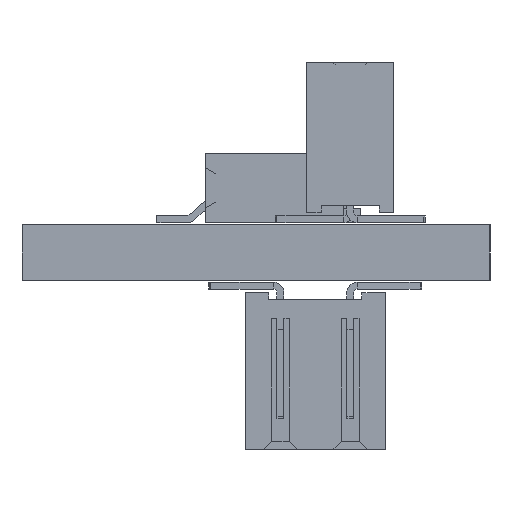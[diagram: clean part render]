
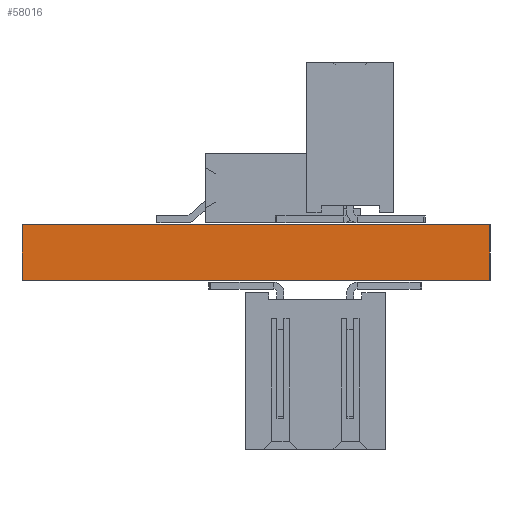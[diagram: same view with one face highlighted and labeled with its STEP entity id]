
A CAD part, left-side view. The second image highlights one B-rep face of the part: STEP entity #58016.
In plain terms, the highlighted planar face has unit normal (-1, 0, 0).
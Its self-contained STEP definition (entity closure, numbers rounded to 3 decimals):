
#55014 = PLANE('',#55015);
#55015 = AXIS2_PLACEMENT_3D('',#55016,#55017,#55018);
#55016 = CARTESIAN_POINT('',(-111.,0.,0.));
#55017 = DIRECTION('',(0.,1.,0.));
#55018 = DIRECTION('',(1.,0.,0.));
#55042 = PLANE('',#55043);
#55043 = AXIS2_PLACEMENT_3D('',#55044,#55045,#55046);
#55044 = CARTESIAN_POINT('',(0.,6.137,1.6));
#55045 = DIRECTION('',(0.,0.,1.));
#55046 = DIRECTION('',(1.,0.,-0.));
#55096 = PLANE('',#55097);
#55097 = AXIS2_PLACEMENT_3D('',#55098,#55099,#55100);
#55098 = CARTESIAN_POINT('',(0.,6.137,0.));
#55099 = DIRECTION('',(0.,0.,1.));
#55100 = DIRECTION('',(1.,0.,-0.));
#55111 = EDGE_CURVE('',#55112,#55114,#55116,.T.);
#55112 = VERTEX_POINT('',#55113);
#55113 = CARTESIAN_POINT('',(-111.,-0.,0.));
#55114 = VERTEX_POINT('',#55115);
#55115 = CARTESIAN_POINT('',(-111.,0.,1.6));
#55116 = SURFACE_CURVE('',#55117,(#55121,#55128),.PCURVE_S1.);
#55117 = LINE('',#55118,#55119);
#55118 = CARTESIAN_POINT('',(-111.,-0.,0.));
#55119 = VECTOR('',#55120,1.);
#55120 = DIRECTION('',(0.,0.,1.));
#55121 = PCURVE('',#55014,#55122);
#55122 = DEFINITIONAL_REPRESENTATION('',(#55123),#55127);
#55123 = LINE('',#55124,#55125);
#55124 = CARTESIAN_POINT('',(0.,0.));
#55125 = VECTOR('',#55126,1.);
#55126 = DIRECTION('',(0.,-1.));
#55127 = ( GEOMETRIC_REPRESENTATION_CONTEXT(2) 
PARAMETRIC_REPRESENTATION_CONTEXT() REPRESENTATION_CONTEXT('2D SPACE',''
  ) );
#55128 = PCURVE('',#55129,#55134);
#55129 = PLANE('',#55130);
#55130 = AXIS2_PLACEMENT_3D('',#55131,#55132,#55133);
#55131 = CARTESIAN_POINT('',(-111.,13.4,0.));
#55132 = DIRECTION('',(1.,0.,-0.));
#55133 = DIRECTION('',(0.,-1.,0.));
#55134 = DEFINITIONAL_REPRESENTATION('',(#55135),#55139);
#55135 = LINE('',#55136,#55137);
#55136 = CARTESIAN_POINT('',(13.4,0.));
#55137 = VECTOR('',#55138,1.);
#55138 = DIRECTION('',(0.,-1.));
#55139 = ( GEOMETRIC_REPRESENTATION_CONTEXT(2) 
PARAMETRIC_REPRESENTATION_CONTEXT() REPRESENTATION_CONTEXT('2D SPACE',''
  ) );
#56593 = VERTEX_POINT('',#56594);
#56594 = CARTESIAN_POINT('',(-111.,13.4,0.));
#56608 = PLANE('',#56609);
#56609 = AXIS2_PLACEMENT_3D('',#56610,#56611,#56612);
#56610 = CARTESIAN_POINT('',(-76.,13.4,0.));
#56611 = DIRECTION('',(0.,-1.,0.));
#56612 = DIRECTION('',(-1.,0.,0.));
#56620 = EDGE_CURVE('',#56593,#55112,#56621,.T.);
#56621 = SURFACE_CURVE('',#56622,(#56626,#56633),.PCURVE_S1.);
#56622 = LINE('',#56623,#56624);
#56623 = CARTESIAN_POINT('',(-111.,13.4,0.));
#56624 = VECTOR('',#56625,1.);
#56625 = DIRECTION('',(0.,-1.,0.));
#56626 = PCURVE('',#55096,#56627);
#56627 = DEFINITIONAL_REPRESENTATION('',(#56628),#56632);
#56628 = LINE('',#56629,#56630);
#56629 = CARTESIAN_POINT('',(-111.,7.263));
#56630 = VECTOR('',#56631,1.);
#56631 = DIRECTION('',(0.,-1.));
#56632 = ( GEOMETRIC_REPRESENTATION_CONTEXT(2) 
PARAMETRIC_REPRESENTATION_CONTEXT() REPRESENTATION_CONTEXT('2D SPACE',''
  ) );
#56633 = PCURVE('',#55129,#56634);
#56634 = DEFINITIONAL_REPRESENTATION('',(#56635),#56639);
#56635 = LINE('',#56636,#56637);
#56636 = CARTESIAN_POINT('',(0.,0.));
#56637 = VECTOR('',#56638,1.);
#56638 = DIRECTION('',(1.,0.));
#56639 = ( GEOMETRIC_REPRESENTATION_CONTEXT(2) 
PARAMETRIC_REPRESENTATION_CONTEXT() REPRESENTATION_CONTEXT('2D SPACE',''
  ) );
#57869 = VERTEX_POINT('',#57870);
#57870 = CARTESIAN_POINT('',(-111.,13.4,1.6));
#57891 = EDGE_CURVE('',#57869,#55114,#57892,.T.);
#57892 = SURFACE_CURVE('',#57893,(#57897,#57904),.PCURVE_S1.);
#57893 = LINE('',#57894,#57895);
#57894 = CARTESIAN_POINT('',(-111.,13.4,1.6));
#57895 = VECTOR('',#57896,1.);
#57896 = DIRECTION('',(0.,-1.,0.));
#57897 = PCURVE('',#55042,#57898);
#57898 = DEFINITIONAL_REPRESENTATION('',(#57899),#57903);
#57899 = LINE('',#57900,#57901);
#57900 = CARTESIAN_POINT('',(-111.,7.263));
#57901 = VECTOR('',#57902,1.);
#57902 = DIRECTION('',(0.,-1.));
#57903 = ( GEOMETRIC_REPRESENTATION_CONTEXT(2) 
PARAMETRIC_REPRESENTATION_CONTEXT() REPRESENTATION_CONTEXT('2D SPACE',''
  ) );
#57904 = PCURVE('',#55129,#57905);
#57905 = DEFINITIONAL_REPRESENTATION('',(#57906),#57910);
#57906 = LINE('',#57907,#57908);
#57907 = CARTESIAN_POINT('',(0.,-1.6));
#57908 = VECTOR('',#57909,1.);
#57909 = DIRECTION('',(1.,0.));
#57910 = ( GEOMETRIC_REPRESENTATION_CONTEXT(2) 
PARAMETRIC_REPRESENTATION_CONTEXT() REPRESENTATION_CONTEXT('2D SPACE',''
  ) );
#58016 = ADVANCED_FACE('',(#58017),#55129,.F.);
#58017 = FACE_BOUND('',#58018,.F.);
#58018 = EDGE_LOOP('',(#58019,#58040,#58041,#58042));
#58019 = ORIENTED_EDGE('',*,*,#58020,.T.);
#58020 = EDGE_CURVE('',#56593,#57869,#58021,.T.);
#58021 = SURFACE_CURVE('',#58022,(#58026,#58033),.PCURVE_S1.);
#58022 = LINE('',#58023,#58024);
#58023 = CARTESIAN_POINT('',(-111.,13.4,0.));
#58024 = VECTOR('',#58025,1.);
#58025 = DIRECTION('',(0.,0.,1.));
#58026 = PCURVE('',#55129,#58027);
#58027 = DEFINITIONAL_REPRESENTATION('',(#58028),#58032);
#58028 = LINE('',#58029,#58030);
#58029 = CARTESIAN_POINT('',(0.,0.));
#58030 = VECTOR('',#58031,1.);
#58031 = DIRECTION('',(0.,-1.));
#58032 = ( GEOMETRIC_REPRESENTATION_CONTEXT(2) 
PARAMETRIC_REPRESENTATION_CONTEXT() REPRESENTATION_CONTEXT('2D SPACE',''
  ) );
#58033 = PCURVE('',#56608,#58034);
#58034 = DEFINITIONAL_REPRESENTATION('',(#58035),#58039);
#58035 = LINE('',#58036,#58037);
#58036 = CARTESIAN_POINT('',(35.,0.));
#58037 = VECTOR('',#58038,1.);
#58038 = DIRECTION('',(0.,-1.));
#58039 = ( GEOMETRIC_REPRESENTATION_CONTEXT(2) 
PARAMETRIC_REPRESENTATION_CONTEXT() REPRESENTATION_CONTEXT('2D SPACE',''
  ) );
#58040 = ORIENTED_EDGE('',*,*,#57891,.T.);
#58041 = ORIENTED_EDGE('',*,*,#55111,.F.);
#58042 = ORIENTED_EDGE('',*,*,#56620,.F.);
